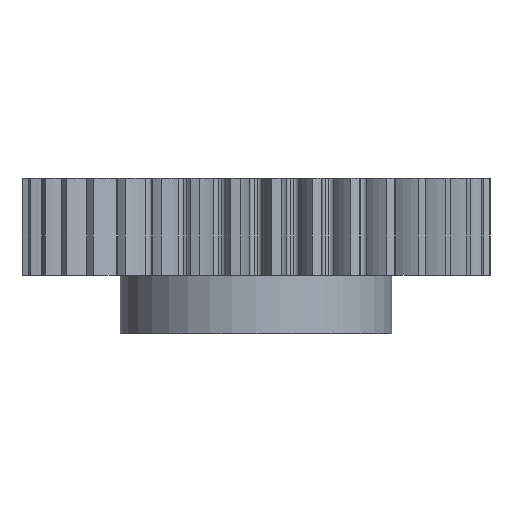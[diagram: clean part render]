
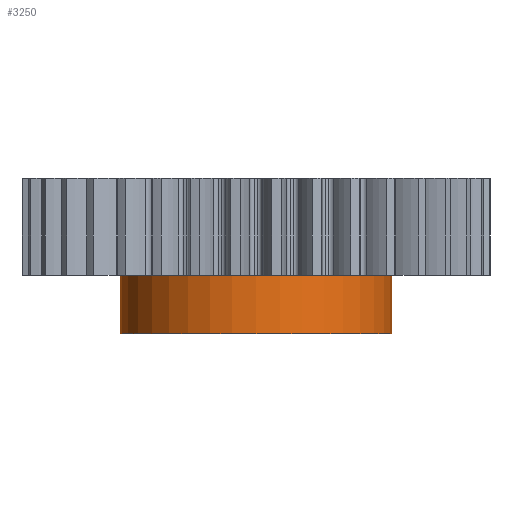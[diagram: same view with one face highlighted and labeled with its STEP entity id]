
A CAD part, front view. The second image highlights one B-rep face of the part: STEP entity #3250.
In plain terms, the highlighted cylindrical face has radius 35 mm (diameter 70 mm), a partial arc.
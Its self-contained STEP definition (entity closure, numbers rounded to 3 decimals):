
#888 = DIRECTION ( 'NONE',  ( 1., 0., 0. ) ) ;
#889 = DIRECTION ( 'NONE',  ( 0., 0., 1. ) ) ;
#890 = CARTESIAN_POINT ( 'NONE',  ( 0., 0., 0. ) ) ;
#891 = AXIS2_PLACEMENT_3D ( 'NONE', #890, #889, #888 ) ;
#892 = CIRCLE ( 'NONE', #891, 35. ) ;
#3084 = VERTEX_POINT ( 'NONE', #7351 ) ;
#3085 = EDGE_CURVE ( 'NONE', #3106, #3084, #7336, .T. ) ;
#3096 = VERTEX_POINT ( 'NONE', #7384 ) ;
#3098 = EDGE_CURVE ( 'NONE', #3096, #3112, #7378, .T. ) ;
#3106 = VERTEX_POINT ( 'NONE', #7399 ) ;
#3112 = VERTEX_POINT ( 'NONE', #7440 ) ;
#3240 = ORIENTED_EDGE ( 'NONE', *, *, #3251, .T. ) ;
#3244 = ORIENTED_EDGE ( 'NONE', *, *, #3098, .F. ) ;
#3248 = EDGE_LOOP ( 'NONE', ( #3244, #3240, #3253, #3252 ) ) ;
#3250 = ADVANCED_FACE ( 'NONE', ( #7669 ), #7652, .T. ) ;
#3251 = EDGE_CURVE ( 'NONE', #3096, #3106, #7688, .T. ) ;
#3252 = ORIENTED_EDGE ( 'NONE', *, *, #4226, .F. ) ;
#3253 = ORIENTED_EDGE ( 'NONE', *, *, #3085, .T. ) ;
#4226 = EDGE_CURVE ( 'NONE', #3112, #3084, #892, .T. ) ;
#7333 = DIRECTION ( 'NONE',  ( 0., 0., 1. ) ) ;
#7334 = VECTOR ( 'NONE', #7333, 1000. ) ;
#7335 = CARTESIAN_POINT ( 'NONE',  ( 35., 0., -15. ) ) ;
#7336 = LINE ( 'NONE', #7335, #7334 ) ;
#7351 = CARTESIAN_POINT ( 'NONE',  ( 35., 0., 0. ) ) ;
#7365 = DIRECTION ( 'NONE',  ( 0., 0., 1. ) ) ;
#7366 = VECTOR ( 'NONE', #7365, 1000. ) ;
#7370 = CARTESIAN_POINT ( 'NONE',  ( -35., 0., -15. ) ) ;
#7378 = LINE ( 'NONE', #7370, #7366 ) ;
#7384 = CARTESIAN_POINT ( 'NONE',  ( -35., 0., -15. ) ) ;
#7399 = CARTESIAN_POINT ( 'NONE',  ( 35., 0., -15. ) ) ;
#7440 = CARTESIAN_POINT ( 'NONE',  ( -35., 0., 0. ) ) ;
#7652 = CYLINDRICAL_SURFACE ( 'NONE', #7700, 35. ) ;
#7669 = FACE_OUTER_BOUND ( 'NONE', #3248, .T. ) ;
#7682 = DIRECTION ( 'NONE',  ( 1., 0., 0. ) ) ;
#7683 = DIRECTION ( 'NONE',  ( 0., 0., 1. ) ) ;
#7684 = CARTESIAN_POINT ( 'NONE',  ( 0., 0., -15. ) ) ;
#7685 = AXIS2_PLACEMENT_3D ( 'NONE', #7684, #7683, #7682 ) ;
#7686 = DIRECTION ( 'NONE',  ( 1., 0., 0. ) ) ;
#7687 = DIRECTION ( 'NONE',  ( 0., 0., 1. ) ) ;
#7688 = CIRCLE ( 'NONE', #7685, 35. ) ;
#7694 = CARTESIAN_POINT ( 'NONE',  ( 0., 0., -15. ) ) ;
#7700 = AXIS2_PLACEMENT_3D ( 'NONE', #7694, #7687, #7686 ) ;
